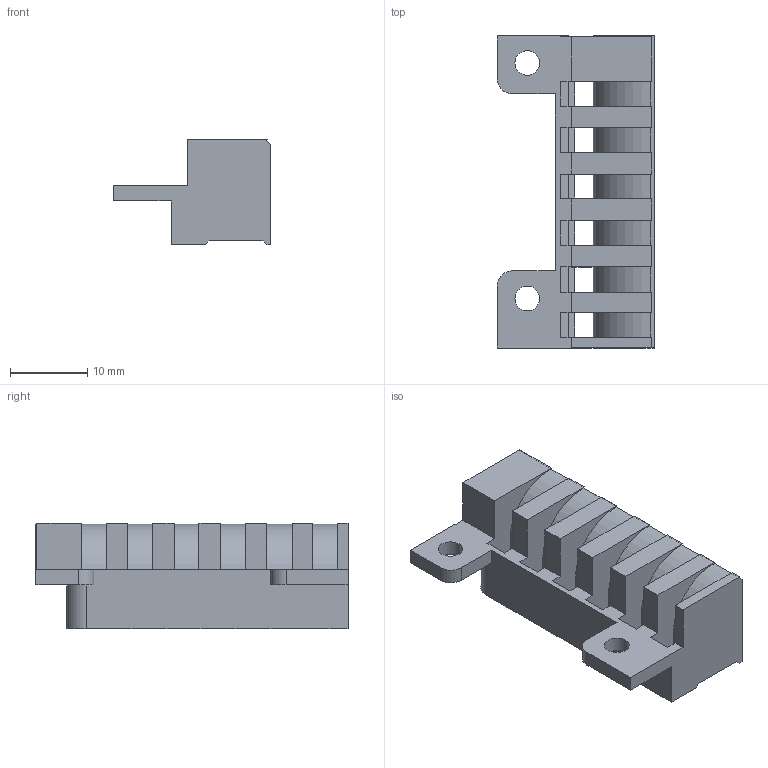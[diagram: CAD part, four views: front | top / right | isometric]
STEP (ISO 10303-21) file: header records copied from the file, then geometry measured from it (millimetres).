
FILE_DESCRIPTION(/* description */ (''),/* implementation_level */ '2;1');
FILE_NAME(/* name */ 'lightpipe_separator.step',/* time_stamp */ '2023-02-01T16:43:22+01:00',/* author */ (''),/* organization */ (''),/* preprocessor_version */ 'ST-DEVELOPER v19.2',/* originating_system */ 'Autodesk Translation Framework v11.17.0.187',/* authorisation */ '');
FILE_SCHEMA (('AUTOMOTIVE_DESIGN { 1 0 10303 214 3 1 1 }'));
Length unit declared in the file: millimetre
Products named in the file (1): FusionComponent
Bounding box: 20.39 x 40.4 x 13.63 mm (x, y, z)
Volume: 5322.3 mm3; surface area: 3496.3 mm2
Topology: 1 solids, 1 shells, 123 faces, 385 edges, 252 vertices
Faces by surface type: plane 111, cylinder 12
Full cylindrical faces by diameter (mm): 3.2 x2
Entity records: 4256 total; most frequent: ORIENTED_EDGE 770, CARTESIAN_POINT 761, DIRECTION 657, EDGE_CURVE 385, LINE 361, VECTOR 361, VERTEX_POINT 252, AXIS2_PLACEMENT_3D 148
